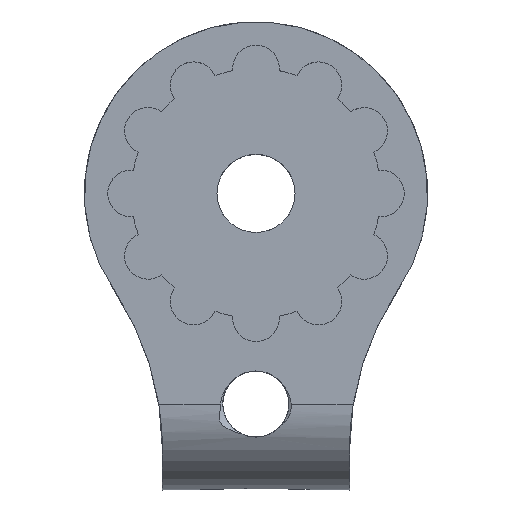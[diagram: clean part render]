
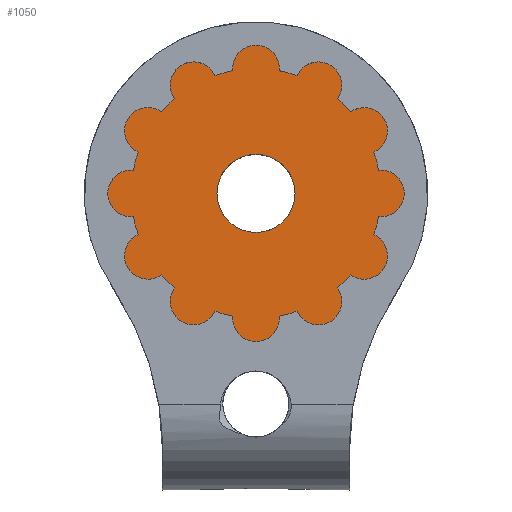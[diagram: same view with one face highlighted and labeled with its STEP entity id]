
A CAD part, top view. The second image highlights one B-rep face of the part: STEP entity #1050.
In plain terms, the highlighted planar face has unit normal (0, 0, 1).
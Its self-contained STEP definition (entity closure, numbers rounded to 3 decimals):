
#22=FACE_BOUND('',#194,.T.);
#28=PLANE('',#1165);
#70=CIRCLE('',#1142,8.);
#71=CIRCLE('',#1144,8.);
#72=CIRCLE('',#1146,8.);
#73=CIRCLE('',#1148,8.);
#74=CIRCLE('',#1150,8.);
#75=CIRCLE('',#1152,8.);
#76=CIRCLE('',#1154,8.);
#77=CIRCLE('',#1156,8.);
#78=CIRCLE('',#1158,8.);
#79=CIRCLE('',#1160,8.);
#80=CIRCLE('',#1162,8.);
#81=CIRCLE('',#1164,8.);
#82=CIRCLE('',#1166,1.5);
#83=CIRCLE('',#1167,1.5);
#84=CIRCLE('',#1168,1.5);
#85=CIRCLE('',#1169,1.5);
#86=CIRCLE('',#1170,1.5);
#87=CIRCLE('',#1171,1.5);
#88=CIRCLE('',#1172,1.5);
#89=CIRCLE('',#1173,1.5);
#90=CIRCLE('',#1174,1.5);
#91=CIRCLE('',#1175,1.5);
#92=CIRCLE('',#1176,1.5);
#93=CIRCLE('',#1177,1.5);
#94=CIRCLE('',#1178,2.5);
#133=FACE_OUTER_BOUND('',#193,.T.);
#193=EDGE_LOOP('',(#861,#862,#863,#864,#865,#866,#867,#868,#869,#870,#871,
#872,#873,#874,#875,#876,#877,#878,#879,#880,#881,#882,#883,#884));
#194=EDGE_LOOP('',(#885));
#452=VERTEX_POINT('',#2879);
#453=VERTEX_POINT('',#2881);
#454=VERTEX_POINT('',#2885);
#455=VERTEX_POINT('',#2887);
#456=VERTEX_POINT('',#2891);
#457=VERTEX_POINT('',#2893);
#458=VERTEX_POINT('',#2897);
#459=VERTEX_POINT('',#2899);
#460=VERTEX_POINT('',#2903);
#461=VERTEX_POINT('',#2905);
#462=VERTEX_POINT('',#2909);
#463=VERTEX_POINT('',#2911);
#464=VERTEX_POINT('',#2915);
#465=VERTEX_POINT('',#2917);
#466=VERTEX_POINT('',#2921);
#467=VERTEX_POINT('',#2923);
#468=VERTEX_POINT('',#2927);
#469=VERTEX_POINT('',#2929);
#470=VERTEX_POINT('',#2933);
#471=VERTEX_POINT('',#2935);
#472=VERTEX_POINT('',#2939);
#473=VERTEX_POINT('',#2941);
#474=VERTEX_POINT('',#2945);
#475=VERTEX_POINT('',#2947);
#476=VERTEX_POINT('',#2963);
#591=EDGE_CURVE('',#453,#452,#70,.T.);
#593=EDGE_CURVE('',#454,#455,#71,.T.);
#597=EDGE_CURVE('',#457,#456,#72,.T.);
#599=EDGE_CURVE('',#458,#459,#73,.T.);
#603=EDGE_CURVE('',#461,#460,#74,.T.);
#605=EDGE_CURVE('',#462,#463,#75,.T.);
#609=EDGE_CURVE('',#465,#464,#76,.T.);
#611=EDGE_CURVE('',#466,#467,#77,.T.);
#615=EDGE_CURVE('',#469,#468,#78,.T.);
#617=EDGE_CURVE('',#470,#471,#79,.T.);
#621=EDGE_CURVE('',#473,#472,#80,.T.);
#624=EDGE_CURVE('',#475,#474,#81,.T.);
#625=EDGE_CURVE('',#474,#470,#82,.T.);
#626=EDGE_CURVE('',#472,#475,#83,.T.);
#627=EDGE_CURVE('',#468,#473,#84,.T.);
#628=EDGE_CURVE('',#464,#469,#85,.T.);
#629=EDGE_CURVE('',#460,#465,#86,.T.);
#630=EDGE_CURVE('',#456,#461,#87,.T.);
#631=EDGE_CURVE('',#452,#457,#88,.T.);
#632=EDGE_CURVE('',#455,#453,#89,.T.);
#633=EDGE_CURVE('',#459,#454,#90,.T.);
#634=EDGE_CURVE('',#463,#458,#91,.T.);
#635=EDGE_CURVE('',#467,#462,#92,.T.);
#636=EDGE_CURVE('',#471,#466,#93,.T.);
#637=EDGE_CURVE('',#476,#476,#94,.T.);
#861=ORIENTED_EDGE('',*,*,#625,.F.);
#862=ORIENTED_EDGE('',*,*,#624,.F.);
#863=ORIENTED_EDGE('',*,*,#626,.F.);
#864=ORIENTED_EDGE('',*,*,#621,.F.);
#865=ORIENTED_EDGE('',*,*,#627,.F.);
#866=ORIENTED_EDGE('',*,*,#615,.F.);
#867=ORIENTED_EDGE('',*,*,#628,.F.);
#868=ORIENTED_EDGE('',*,*,#609,.F.);
#869=ORIENTED_EDGE('',*,*,#629,.F.);
#870=ORIENTED_EDGE('',*,*,#603,.F.);
#871=ORIENTED_EDGE('',*,*,#630,.F.);
#872=ORIENTED_EDGE('',*,*,#597,.F.);
#873=ORIENTED_EDGE('',*,*,#631,.F.);
#874=ORIENTED_EDGE('',*,*,#591,.F.);
#875=ORIENTED_EDGE('',*,*,#632,.F.);
#876=ORIENTED_EDGE('',*,*,#593,.F.);
#877=ORIENTED_EDGE('',*,*,#633,.F.);
#878=ORIENTED_EDGE('',*,*,#599,.F.);
#879=ORIENTED_EDGE('',*,*,#634,.F.);
#880=ORIENTED_EDGE('',*,*,#605,.F.);
#881=ORIENTED_EDGE('',*,*,#635,.F.);
#882=ORIENTED_EDGE('',*,*,#611,.F.);
#883=ORIENTED_EDGE('',*,*,#636,.F.);
#884=ORIENTED_EDGE('',*,*,#617,.F.);
#885=ORIENTED_EDGE('',*,*,#637,.F.);
#1050=ADVANCED_FACE('',(#133,#22),#28,.T.);
#1142=AXIS2_PLACEMENT_3D('',#2883,#1343,#1344);
#1144=AXIS2_PLACEMENT_3D('',#2888,#1348,#1349);
#1146=AXIS2_PLACEMENT_3D('',#2895,#1355,#1356);
#1148=AXIS2_PLACEMENT_3D('',#2900,#1360,#1361);
#1150=AXIS2_PLACEMENT_3D('',#2907,#1367,#1368);
#1152=AXIS2_PLACEMENT_3D('',#2912,#1372,#1373);
#1154=AXIS2_PLACEMENT_3D('',#2919,#1379,#1380);
#1156=AXIS2_PLACEMENT_3D('',#2924,#1384,#1385);
#1158=AXIS2_PLACEMENT_3D('',#2931,#1391,#1392);
#1160=AXIS2_PLACEMENT_3D('',#2936,#1396,#1397);
#1162=AXIS2_PLACEMENT_3D('',#2943,#1403,#1404);
#1164=AXIS2_PLACEMENT_3D('',#2949,#1409,#1410);
#1165=AXIS2_PLACEMENT_3D('',#2950,#1411,#1412);
#1166=AXIS2_PLACEMENT_3D('',#2951,#1413,#1414);
#1167=AXIS2_PLACEMENT_3D('',#2952,#1415,#1416);
#1168=AXIS2_PLACEMENT_3D('',#2953,#1417,#1418);
#1169=AXIS2_PLACEMENT_3D('',#2954,#1419,#1420);
#1170=AXIS2_PLACEMENT_3D('',#2955,#1421,#1422);
#1171=AXIS2_PLACEMENT_3D('',#2956,#1423,#1424);
#1172=AXIS2_PLACEMENT_3D('',#2957,#1425,#1426);
#1173=AXIS2_PLACEMENT_3D('',#2958,#1427,#1428);
#1174=AXIS2_PLACEMENT_3D('',#2959,#1429,#1430);
#1175=AXIS2_PLACEMENT_3D('',#2960,#1431,#1432);
#1176=AXIS2_PLACEMENT_3D('',#2961,#1433,#1434);
#1177=AXIS2_PLACEMENT_3D('',#2962,#1435,#1436);
#1178=AXIS2_PLACEMENT_3D('',#2964,#1437,#1438);
#1343=DIRECTION('center_axis',(0.,0.,-1.));
#1344=DIRECTION('ref_axis',(-1.,0.,0.));
#1348=DIRECTION('center_axis',(0.,0.,-1.));
#1349=DIRECTION('ref_axis',(-1.,0.,0.));
#1355=DIRECTION('center_axis',(0.,0.,-1.));
#1356=DIRECTION('ref_axis',(-1.,0.,0.));
#1360=DIRECTION('center_axis',(0.,0.,-1.));
#1361=DIRECTION('ref_axis',(-1.,0.,0.));
#1367=DIRECTION('center_axis',(0.,0.,-1.));
#1368=DIRECTION('ref_axis',(-1.,0.,0.));
#1372=DIRECTION('center_axis',(0.,0.,-1.));
#1373=DIRECTION('ref_axis',(-1.,0.,0.));
#1379=DIRECTION('center_axis',(0.,0.,-1.));
#1380=DIRECTION('ref_axis',(-1.,0.,0.));
#1384=DIRECTION('center_axis',(0.,0.,-1.));
#1385=DIRECTION('ref_axis',(-1.,0.,0.));
#1391=DIRECTION('center_axis',(0.,0.,-1.));
#1392=DIRECTION('ref_axis',(-1.,0.,0.));
#1396=DIRECTION('center_axis',(0.,0.,-1.));
#1397=DIRECTION('ref_axis',(-1.,0.,0.));
#1403=DIRECTION('center_axis',(0.,0.,-1.));
#1404=DIRECTION('ref_axis',(-1.,0.,0.));
#1409=DIRECTION('center_axis',(0.,0.,-1.));
#1410=DIRECTION('ref_axis',(-1.,0.,0.));
#1411=DIRECTION('center_axis',(0.,0.,1.));
#1412=DIRECTION('ref_axis',(0.,-1.,0.));
#1413=DIRECTION('center_axis',(0.,0.,-1.));
#1414=DIRECTION('ref_axis',(0.,-1.,0.));
#1415=DIRECTION('center_axis',(0.,0.,-1.));
#1416=DIRECTION('ref_axis',(0.5,-0.866,0.));
#1417=DIRECTION('center_axis',(0.,0.,-1.));
#1418=DIRECTION('ref_axis',(0.866,-0.5,0.));
#1419=DIRECTION('center_axis',(0.,0.,-1.));
#1420=DIRECTION('ref_axis',(1.,0.,0.));
#1421=DIRECTION('center_axis',(0.,0.,-1.));
#1422=DIRECTION('ref_axis',(0.866,0.5,0.));
#1423=DIRECTION('center_axis',(0.,0.,-1.));
#1424=DIRECTION('ref_axis',(0.5,0.866,0.));
#1425=DIRECTION('center_axis',(0.,0.,-1.));
#1426=DIRECTION('ref_axis',(0.,1.,0.));
#1427=DIRECTION('center_axis',(0.,0.,-1.));
#1428=DIRECTION('ref_axis',(-0.5,0.866,0.));
#1429=DIRECTION('center_axis',(0.,0.,-1.));
#1430=DIRECTION('ref_axis',(-0.866,0.5,0.));
#1431=DIRECTION('center_axis',(0.,0.,-1.));
#1432=DIRECTION('ref_axis',(-1.,0.,0.));
#1433=DIRECTION('center_axis',(0.,0.,-1.));
#1434=DIRECTION('ref_axis',(-0.866,-0.5,0.));
#1435=DIRECTION('center_axis',(0.,0.,-1.));
#1436=DIRECTION('ref_axis',(-0.5,-0.866,0.));
#1437=DIRECTION('center_axis',(0.,0.,1.));
#1438=DIRECTION('ref_axis',(1.,0.,0.));
#2879=CARTESIAN_POINT('',(7.86,1.492,5.));
#2881=CARTESIAN_POINT('',(7.554,2.635,5.));
#2883=CARTESIAN_POINT('Origin',(0.,0.,5.));
#2885=CARTESIAN_POINT('',(5.224,6.059,5.));
#2887=CARTESIAN_POINT('',(6.061,5.222,5.));
#2888=CARTESIAN_POINT('Origin',(0.,0.,5.));
#2891=CARTESIAN_POINT('',(7.553,-2.638,5.));
#2893=CARTESIAN_POINT('',(7.859,-1.495,5.));
#2895=CARTESIAN_POINT('Origin',(0.,0.,5.));
#2897=CARTESIAN_POINT('',(1.495,7.859,5.));
#2899=CARTESIAN_POINT('',(2.638,7.553,5.));
#2900=CARTESIAN_POINT('Origin',(0.,0.,5.));
#2903=CARTESIAN_POINT('',(5.222,-6.061,5.));
#2905=CARTESIAN_POINT('',(6.059,-5.224,5.));
#2907=CARTESIAN_POINT('Origin',(0.,0.,5.));
#2909=CARTESIAN_POINT('',(-2.635,7.554,5.));
#2911=CARTESIAN_POINT('',(-1.492,7.86,5.));
#2912=CARTESIAN_POINT('Origin',(0.,0.,5.));
#2915=CARTESIAN_POINT('',(1.492,-7.86,5.));
#2917=CARTESIAN_POINT('',(2.635,-7.554,5.));
#2919=CARTESIAN_POINT('Origin',(0.,0.,5.));
#2921=CARTESIAN_POINT('',(-6.059,5.224,5.));
#2923=CARTESIAN_POINT('',(-5.222,6.061,5.));
#2924=CARTESIAN_POINT('Origin',(0.,0.,5.));
#2927=CARTESIAN_POINT('',(-2.638,-7.553,5.));
#2929=CARTESIAN_POINT('',(-1.495,-7.859,5.));
#2931=CARTESIAN_POINT('Origin',(0.,0.,5.));
#2933=CARTESIAN_POINT('',(-7.859,1.495,5.));
#2935=CARTESIAN_POINT('',(-7.553,2.638,5.));
#2936=CARTESIAN_POINT('Origin',(0.,0.,5.));
#2939=CARTESIAN_POINT('',(-6.061,-5.222,5.));
#2941=CARTESIAN_POINT('',(-5.224,-6.059,5.));
#2943=CARTESIAN_POINT('Origin',(0.,0.,5.));
#2945=CARTESIAN_POINT('',(-7.86,-1.492,5.));
#2947=CARTESIAN_POINT('',(-7.554,-2.635,5.));
#2949=CARTESIAN_POINT('Origin',(0.,0.,5.));
#2950=CARTESIAN_POINT('Origin',(-8.,0.001,5.));
#2951=CARTESIAN_POINT('Origin',(-8.,0.001,5.));
#2952=CARTESIAN_POINT('Origin',(-6.929,-3.999,5.));
#2953=CARTESIAN_POINT('Origin',(-4.001,-6.928,5.));
#2954=CARTESIAN_POINT('Origin',(-0.001,-8.,
5.));
#2955=CARTESIAN_POINT('Origin',(3.999,-6.929,5.));
#2956=CARTESIAN_POINT('Origin',(6.928,-4.001,5.));
#2957=CARTESIAN_POINT('Origin',(8.,-0.001,5.));
#2958=CARTESIAN_POINT('Origin',(6.929,3.999,5.));
#2959=CARTESIAN_POINT('Origin',(4.001,6.928,5.));
#2960=CARTESIAN_POINT('Origin',(0.001,8.,5.));
#2961=CARTESIAN_POINT('Origin',(-3.999,6.929,5.));
#2962=CARTESIAN_POINT('Origin',(-6.928,4.001,5.));
#2963=CARTESIAN_POINT('',(-2.5,0.,5.));
#2964=CARTESIAN_POINT('Origin',(0.,0.,5.));
